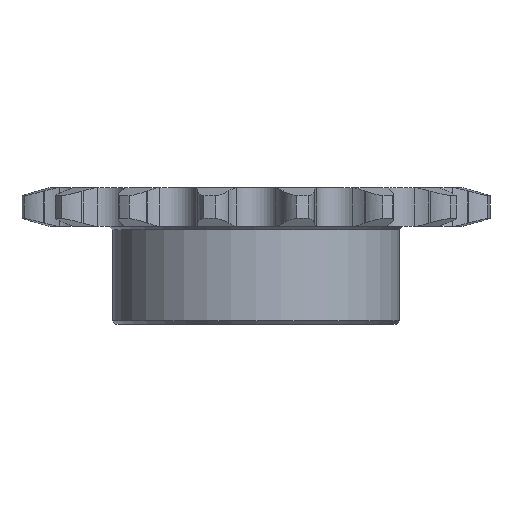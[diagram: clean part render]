
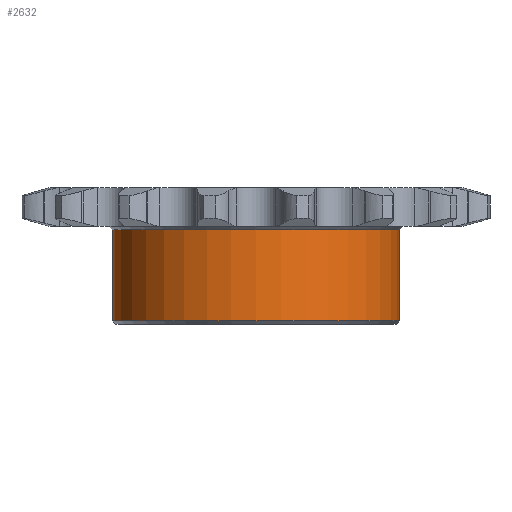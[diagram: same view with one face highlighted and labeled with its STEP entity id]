
A CAD part, front view. The second image highlights one B-rep face of the part: STEP entity #2632.
In plain terms, the highlighted cylindrical face has radius 10.795 mm (diameter 21.59 mm), a partial arc.
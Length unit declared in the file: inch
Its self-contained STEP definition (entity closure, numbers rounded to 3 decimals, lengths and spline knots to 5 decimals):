
#3 = EDGE_CURVE ( 'NONE', #3059, #4593, #1234, .T. ) ;
#93 = CARTESIAN_POINT ( 'NONE',  ( -0.425, 0., -0.405 ) ) ;
#155 = CYLINDRICAL_SURFACE ( 'NONE', #1520, 0.425 ) ;
#354 = CARTESIAN_POINT ( 'NONE',  ( 0.425, 0., -0.125 ) ) ;
#423 = CIRCLE ( 'NONE', #3780, 0.425 ) ;
#455 = CARTESIAN_POINT ( 'NONE',  ( 0., 0., -0.405 ) ) ;
#480 = DIRECTION ( 'NONE',  ( 0., 0., 1. ) ) ;
#519 = DIRECTION ( 'NONE',  ( 1., 0., 0. ) ) ;
#735 = CARTESIAN_POINT ( 'NONE',  ( 0.425, 0., -0.395 ) ) ;
#747 = CARTESIAN_POINT ( 'NONE',  ( 0.425, 0., -0.405 ) ) ;
#782 = DIRECTION ( 'NONE',  ( -1., 0., 0. ) ) ;
#1234 = LINE ( 'NONE', #93, #1321 ) ;
#1247 = DIRECTION ( 'NONE',  ( 1., 0., 0. ) ) ;
#1321 = VECTOR ( 'NONE', #3669, 39.37008 ) ;
#1485 = EDGE_LOOP ( 'NONE', ( #3966, #4111, #4066, #5509 ) ) ;
#1487 = CARTESIAN_POINT ( 'NONE',  ( 0., 0., -0.395 ) ) ;
#1520 = AXIS2_PLACEMENT_3D ( 'NONE', #455, #480, #519 ) ;
#2422 = AXIS2_PLACEMENT_3D ( 'NONE', #1487, #2618, #1247 ) ;
#2523 = CARTESIAN_POINT ( 'NONE',  ( -0.425, 0., -0.395 ) ) ;
#2618 = DIRECTION ( 'NONE',  ( 0., 0., 1. ) ) ;
#2632 = ADVANCED_FACE ( 'NONE', ( #5644 ), #155, .T. ) ;
#3059 = VERTEX_POINT ( 'NONE', #2523 ) ;
#3099 = EDGE_CURVE ( 'NONE', #3059, #4350, #6431, .T. ) ;
#3511 = EDGE_CURVE ( 'NONE', #4350, #6144, #3946, .T. ) ;
#3669 = DIRECTION ( 'NONE',  ( 0., 0., 1. ) ) ;
#3780 = AXIS2_PLACEMENT_3D ( 'NONE', #3830, #4226, #782 ) ;
#3830 = CARTESIAN_POINT ( 'NONE',  ( 0., 0., -0.125 ) ) ;
#3946 = LINE ( 'NONE', #747, #6183 ) ;
#3966 = ORIENTED_EDGE ( 'NONE', *, *, #3, .F. ) ;
#4066 = ORIENTED_EDGE ( 'NONE', *, *, #3511, .T. ) ;
#4111 = ORIENTED_EDGE ( 'NONE', *, *, #3099, .T. ) ;
#4226 = DIRECTION ( 'NONE',  ( 0., 0., -1. ) ) ;
#4350 = VERTEX_POINT ( 'NONE', #735 ) ;
#4593 = VERTEX_POINT ( 'NONE', #5731 ) ;
#4883 = DIRECTION ( 'NONE',  ( 0., 0., 1. ) ) ;
#5509 = ORIENTED_EDGE ( 'NONE', *, *, #6406, .T. ) ;
#5644 = FACE_OUTER_BOUND ( 'NONE', #1485, .T. ) ;
#5731 = CARTESIAN_POINT ( 'NONE',  ( -0.425, 0., -0.125 ) ) ;
#6144 = VERTEX_POINT ( 'NONE', #354 ) ;
#6183 = VECTOR ( 'NONE', #4883, 39.37008 ) ;
#6406 = EDGE_CURVE ( 'NONE', #6144, #4593, #423, .T. ) ;
#6431 = CIRCLE ( 'NONE', #2422, 0.425 ) ;
